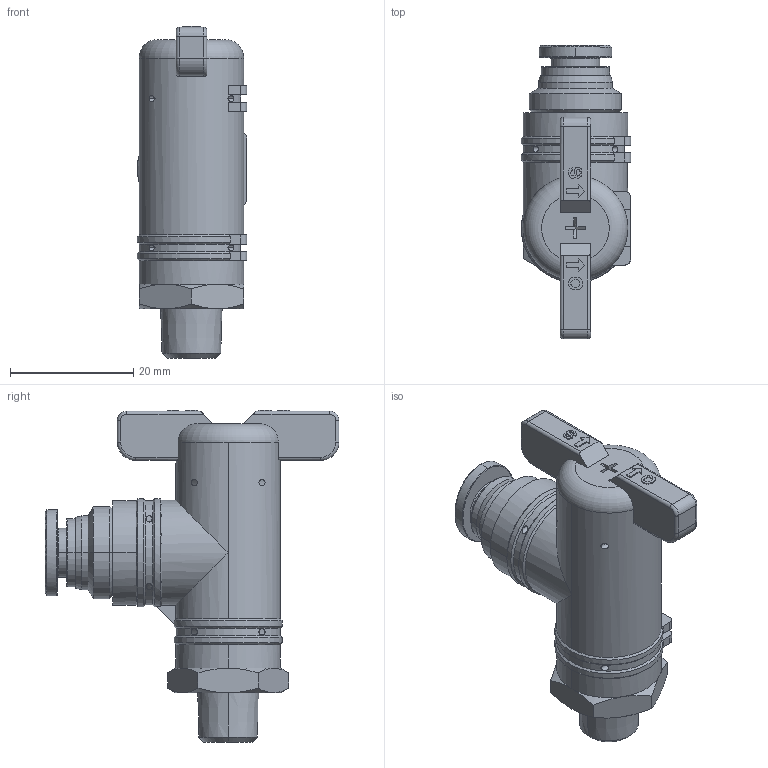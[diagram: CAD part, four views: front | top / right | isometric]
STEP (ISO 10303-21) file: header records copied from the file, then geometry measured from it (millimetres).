
FILE_DESCRIPTION((''),'2;1');
FILE_NAME('BL200601-mdt.stp','2017-07-24T19:12:28',(''),(''),'Mechanical Desktop 2009','Mechanical Desktop 2009',', , ');
FILE_SCHEMA(('CONFIG_CONTROL_DESIGN'));
Length unit declared in the file: millimetre
Products named in the file (6): BL200601-MDTA; BL200601-MDT; BOLT-M3; BC6-20; COLLAR-06C; HA
Assembly tree (5 placements, depth 3):
  BL200601-MDTA
    BL200601-MDT
    BOLT-M3
    BC6-20
      COLLAR-06C
    HA
Bounding box: 17.8 x 47.75 x 53.95 mm (x, y, z)
Volume: 15157.8 mm3; surface area: 5438.2 mm2
Topology: 1 solids, 4 shells, 393 faces, 1014 edges, 646 vertices
Faces by surface type: plane 229, cylinder 100, cone 42, torus 16, bspline 6
Entity records: 13646 total; most frequent: CARTESIAN_POINT 4046, ORIENTED_EDGE 2024, DIRECTION 1897, EDGE_CURVE 1012, VECTOR 667, LINE 667, VERTEX_POINT 646, AXIS2_PLACEMENT_3D 615
